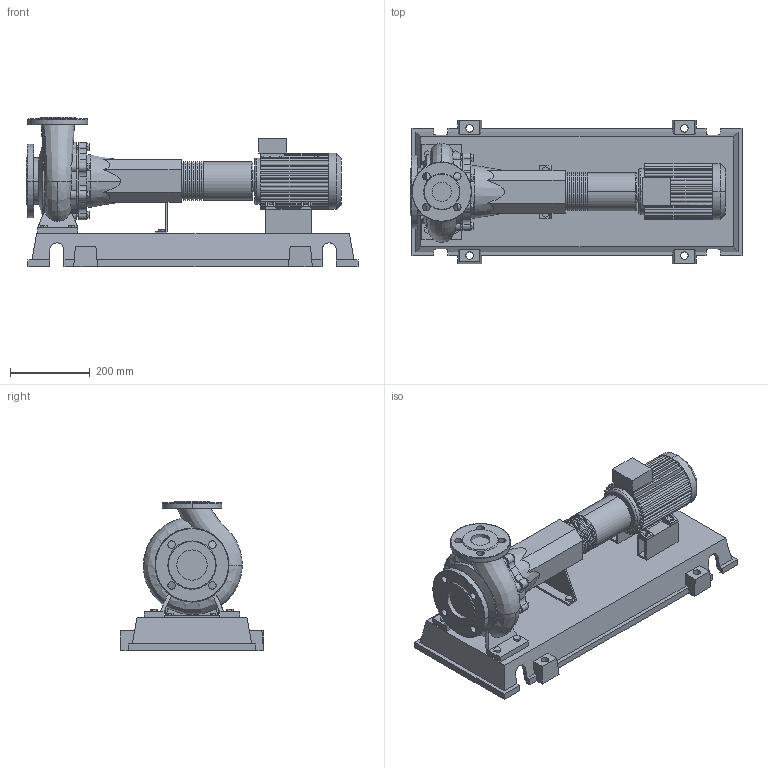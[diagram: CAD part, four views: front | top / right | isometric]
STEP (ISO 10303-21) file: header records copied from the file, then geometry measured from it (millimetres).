
FILE_DESCRIPTION((''),'2;1');
FILE_NAME('3d_NL40_160-0.37-4-12-4108953.stp','2015-03-03T07:07:26',(''),(''),'Mechanical Desktop 2009','Mechanical Desktop 2009',', , ');
FILE_SCHEMA(('CONFIG_CONTROL_DESIGN'));
Length unit declared in the file: millimetre
Products named in the file (1): Product
Bounding box: 835 x 360 x 375 mm (x, y, z)
Volume: 16919318.5 mm3; surface area: 1777899.8 mm2
Topology: 13 solids, 13 shells, 845 faces, 2252 edges, 1479 vertices
Faces by surface type: plane 443, bspline 209, cylinder 179, cone 8, torus 6
Entity records: 30626 total; most frequent: CARTESIAN_POINT 9685, ORIENTED_EDGE 4506, DIRECTION 4069, EDGE_CURVE 2253, VECTOR 1479, LINE 1479, VERTEX_POINT 1478, AXIS2_PLACEMENT_3D 1295
